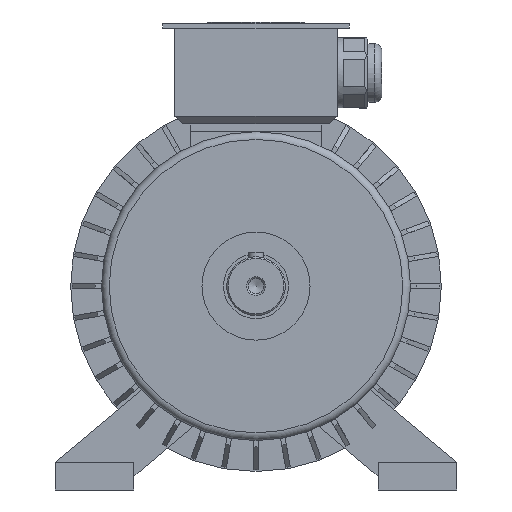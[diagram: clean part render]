
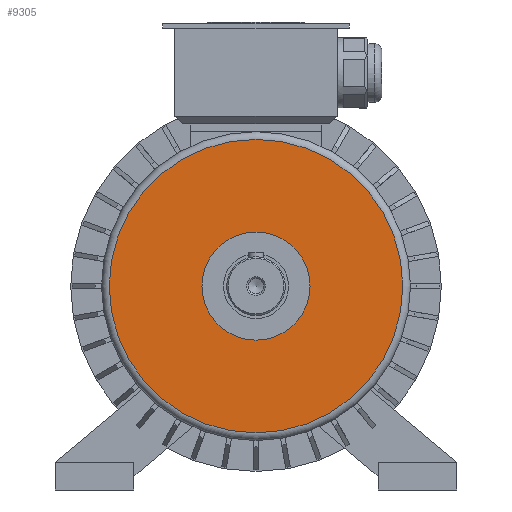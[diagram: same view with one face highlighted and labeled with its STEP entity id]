
A CAD part, front view. The second image highlights one B-rep face of the part: STEP entity #9305.
In plain terms, the highlighted planar face has unit normal (0, -1, 0).
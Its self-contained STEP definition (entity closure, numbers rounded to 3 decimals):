
#393=CIRCLE('',#9890,95.);
#394=CIRCLE('',#9891,35.);
#1415=ORIENTED_EDGE('',*,*,#3167,.T.);
#1416=ORIENTED_EDGE('',*,*,#3168,.T.);
#3167=EDGE_CURVE('',#3970,#3970,#393,.F.);
#3168=EDGE_CURVE('',#3971,#3971,#394,.T.);
#3970=VERTEX_POINT('',#13694);
#3971=VERTEX_POINT('',#13696);
#5598=EDGE_LOOP('',(#1415));
#5599=EDGE_LOOP('',(#1416));
#6021=FACE_BOUND('',#5598,.T.);
#6022=FACE_BOUND('',#5599,.T.);
#6391=PLANE('',#9889);
#9305=ADVANCED_FACE('',(#6021,#6022),#6391,.F.);
#9889=AXIS2_PLACEMENT_3D('',#13692,#11369,#11370);
#9890=AXIS2_PLACEMENT_3D('',#13693,#11371,#11372);
#9891=AXIS2_PLACEMENT_3D('',#13695,#11373,#11374);
#11369=DIRECTION('',(0.,1.,0.));
#11370=DIRECTION('',(0.,0.,1.));
#11371=DIRECTION('',(0.,1.,0.));
#11372=DIRECTION('',(0.,0.,1.));
#11373=DIRECTION('',(0.,1.,0.));
#11374=DIRECTION('',(1.,0.,0.));
#13692=CARTESIAN_POINT('',(0.,-33.,0.));
#13693=CARTESIAN_POINT('',(0.,-33.,0.));
#13694=CARTESIAN_POINT('',(0.,-33.,95.));
#13695=CARTESIAN_POINT('',(0.,-33.,0.));
#13696=CARTESIAN_POINT('',(35.,-33.,0.));
